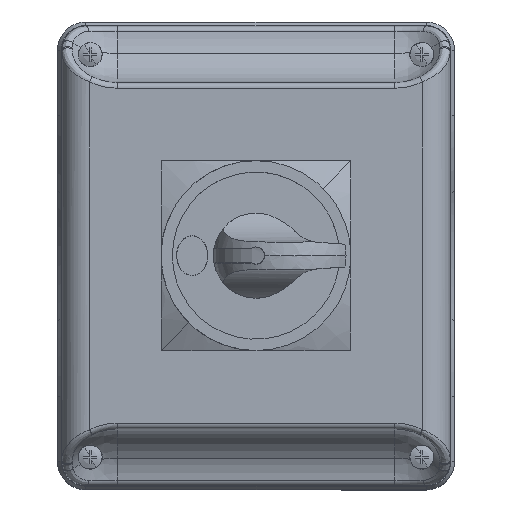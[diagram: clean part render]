
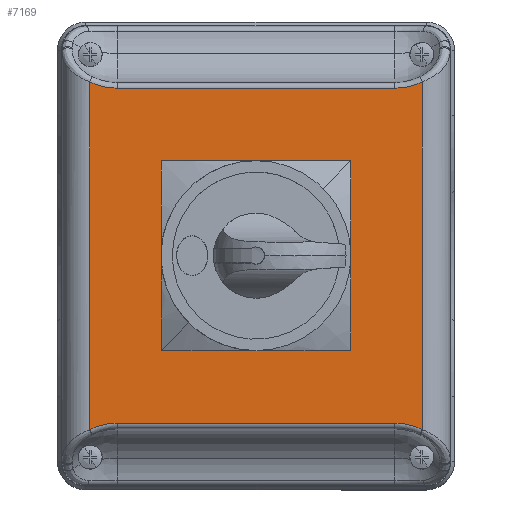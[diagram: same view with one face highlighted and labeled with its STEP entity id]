
A CAD part, top view. The second image highlights one B-rep face of the part: STEP entity #7169.
In plain terms, the highlighted planar face has unit normal (0, 0, 1).
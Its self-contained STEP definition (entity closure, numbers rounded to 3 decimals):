
#7085=AXIS2_PLACEMENT_3D('Plane Axis2P3D',#7082,#7083,#7084) ;
#7089=AXIS2_PLACEMENT_3D('Circle Axis2P3D',#7087,#7088,$) ;
#7103=AXIS2_PLACEMENT_3D('Circle Axis2P3D',#7101,#7102,$) ;
#7108=AXIS2_PLACEMENT_3D('Circle Axis2P3D',#7106,#7107,$) ;
#7122=AXIS2_PLACEMENT_3D('Circle Axis2P3D',#7120,#7121,$) ;
#5733=CARTESIAN_POINT('Line Origine',(11.334,83.11,82.)) ;
#5737=CARTESIAN_POINT('Vertex',(11.334,21.161,82.)) ;
#5739=CARTESIAN_POINT('Vertex',(11.334,143.839,82.)) ;
#6362=CARTESIAN_POINT('Vertex',(128.666,143.839,82.)) ;
#6365=CARTESIAN_POINT('Line Origine',(128.666,83.11,82.)) ;
#6369=CARTESIAN_POINT('Vertex',(128.666,21.161,82.)) ;
#7082=CARTESIAN_POINT('Axis2P3D Location',(1.5,163.5,82.)) ;
#7087=CARTESIAN_POINT('Axis2P3D Location',(119.,163.5,82.)) ;
#7091=CARTESIAN_POINT('Vertex',(119.,141.591,82.)) ;
#7094=CARTESIAN_POINT('Line Origine',(70.,141.591,82.)) ;
#7098=CARTESIAN_POINT('Vertex',(21.,141.591,82.)) ;
#7101=CARTESIAN_POINT('Axis2P3D Location',(21.,163.5,82.)) ;
#7106=CARTESIAN_POINT('Axis2P3D Location',(21.,1.5,82.)) ;
#7110=CARTESIAN_POINT('Vertex',(21.,23.409,82.)) ;
#7113=CARTESIAN_POINT('Line Origine',(70.,23.409,82.)) ;
#7117=CARTESIAN_POINT('Vertex',(119.,23.409,82.)) ;
#7120=CARTESIAN_POINT('Axis2P3D Location',(119.,1.5,82.)) ;
#7135=CARTESIAN_POINT('Line Origine',(70.,116.,82.)) ;
#7139=CARTESIAN_POINT('Vertex',(103.5,116.,82.)) ;
#7141=CARTESIAN_POINT('Vertex',(36.5,116.,82.)) ;
#7144=CARTESIAN_POINT('Line Origine',(103.5,82.5,82.)) ;
#7148=CARTESIAN_POINT('Vertex',(103.5,49.,82.)) ;
#7151=CARTESIAN_POINT('Line Origine',(70.,49.,82.)) ;
#7155=CARTESIAN_POINT('Vertex',(36.5,49.,82.)) ;
#7158=CARTESIAN_POINT('Line Origine',(36.5,82.5,82.)) ;
#5734=DIRECTION('Vector Direction',(0.,-1.,0.)) ;
#6366=DIRECTION('Vector Direction',(0.,-1.,0.)) ;
#7083=DIRECTION('Axis2P3D Direction',(0.,0.,1.)) ;
#7084=DIRECTION('Axis2P3D XDirection',(0.,-1.,0.)) ;
#7088=DIRECTION('Axis2P3D Direction',(0.,0.,1.)) ;
#7095=DIRECTION('Vector Direction',(-1.,0.,0.)) ;
#7102=DIRECTION('Axis2P3D Direction',(0.,0.,1.)) ;
#7107=DIRECTION('Axis2P3D Direction',(0.,0.,1.)) ;
#7114=DIRECTION('Vector Direction',(1.,0.,0.)) ;
#7121=DIRECTION('Axis2P3D Direction',(0.,0.,1.)) ;
#7136=DIRECTION('Vector Direction',(-1.,0.,0.)) ;
#7145=DIRECTION('Vector Direction',(0.,1.,0.)) ;
#7152=DIRECTION('Vector Direction',(1.,0.,0.)) ;
#7159=DIRECTION('Vector Direction',(0.,-1.,0.)) ;
#5735=VECTOR('Line Direction',#5734,1.) ;
#6367=VECTOR('Line Direction',#6366,1.) ;
#7096=VECTOR('Line Direction',#7095,1.) ;
#7115=VECTOR('Line Direction',#7114,1.) ;
#7137=VECTOR('Line Direction',#7136,1.) ;
#7146=VECTOR('Line Direction',#7145,1.) ;
#7153=VECTOR('Line Direction',#7152,1.) ;
#7160=VECTOR('Line Direction',#7159,1.) ;
#7126=ORIENTED_EDGE('',*,*,#6371,.T.) ;
#7127=ORIENTED_EDGE('',*,*,#7093,.T.) ;
#7128=ORIENTED_EDGE('',*,*,#7100,.T.) ;
#7129=ORIENTED_EDGE('',*,*,#7105,.T.) ;
#7130=ORIENTED_EDGE('',*,*,#5741,.F.) ;
#7131=ORIENTED_EDGE('',*,*,#7112,.T.) ;
#7132=ORIENTED_EDGE('',*,*,#7119,.T.) ;
#7133=ORIENTED_EDGE('',*,*,#7124,.T.) ;
#7164=ORIENTED_EDGE('',*,*,#7143,.F.) ;
#7165=ORIENTED_EDGE('',*,*,#7150,.F.) ;
#7166=ORIENTED_EDGE('',*,*,#7157,.F.) ;
#7167=ORIENTED_EDGE('',*,*,#7162,.F.) ;
#7168=FACE_BOUND('',#7163,.T.) ;
#7169=ADVANCED_FACE('SWITCH BOX',(#7134,#7168),#7086,.T.) ;
#7090=CIRCLE('generated circle',#7089,21.909) ;
#7104=CIRCLE('generated circle',#7103,21.909) ;
#7109=CIRCLE('generated circle',#7108,21.909) ;
#7123=CIRCLE('generated circle',#7122,21.909) ;
#5741=EDGE_CURVE('',#5738,#5740,#5736,.F.) ;
#6371=EDGE_CURVE('',#6370,#6363,#6368,.F.) ;
#7093=EDGE_CURVE('',#6363,#7092,#7090,.F.) ;
#7100=EDGE_CURVE('',#7092,#7099,#7097,.T.) ;
#7105=EDGE_CURVE('',#7099,#5740,#7104,.F.) ;
#7112=EDGE_CURVE('',#5738,#7111,#7109,.F.) ;
#7119=EDGE_CURVE('',#7111,#7118,#7116,.T.) ;
#7124=EDGE_CURVE('',#7118,#6370,#7123,.F.) ;
#7143=EDGE_CURVE('',#7140,#7142,#7138,.T.) ;
#7150=EDGE_CURVE('',#7149,#7140,#7147,.T.) ;
#7157=EDGE_CURVE('',#7156,#7149,#7154,.T.) ;
#7162=EDGE_CURVE('',#7142,#7156,#7161,.T.) ;
#7125=EDGE_LOOP('',(#7126,#7127,#7128,#7129,#7130,#7131,#7132,#7133)) ;
#7163=EDGE_LOOP('',(#7164,#7165,#7166,#7167)) ;
#7134=FACE_OUTER_BOUND('',#7125,.T.) ;
#5736=LINE('Line',#5733,#5735) ;
#6368=LINE('Line',#6365,#6367) ;
#7097=LINE('Line',#7094,#7096) ;
#7116=LINE('Line',#7113,#7115) ;
#7138=LINE('Line',#7135,#7137) ;
#7147=LINE('Line',#7144,#7146) ;
#7154=LINE('Line',#7151,#7153) ;
#7161=LINE('Line',#7158,#7160) ;
#7086=PLANE('',#7085) ;
#5738=VERTEX_POINT('',#5737) ;
#5740=VERTEX_POINT('',#5739) ;
#6363=VERTEX_POINT('',#6362) ;
#6370=VERTEX_POINT('',#6369) ;
#7092=VERTEX_POINT('',#7091) ;
#7099=VERTEX_POINT('',#7098) ;
#7111=VERTEX_POINT('',#7110) ;
#7118=VERTEX_POINT('',#7117) ;
#7140=VERTEX_POINT('',#7139) ;
#7142=VERTEX_POINT('',#7141) ;
#7149=VERTEX_POINT('',#7148) ;
#7156=VERTEX_POINT('',#7155) ;
